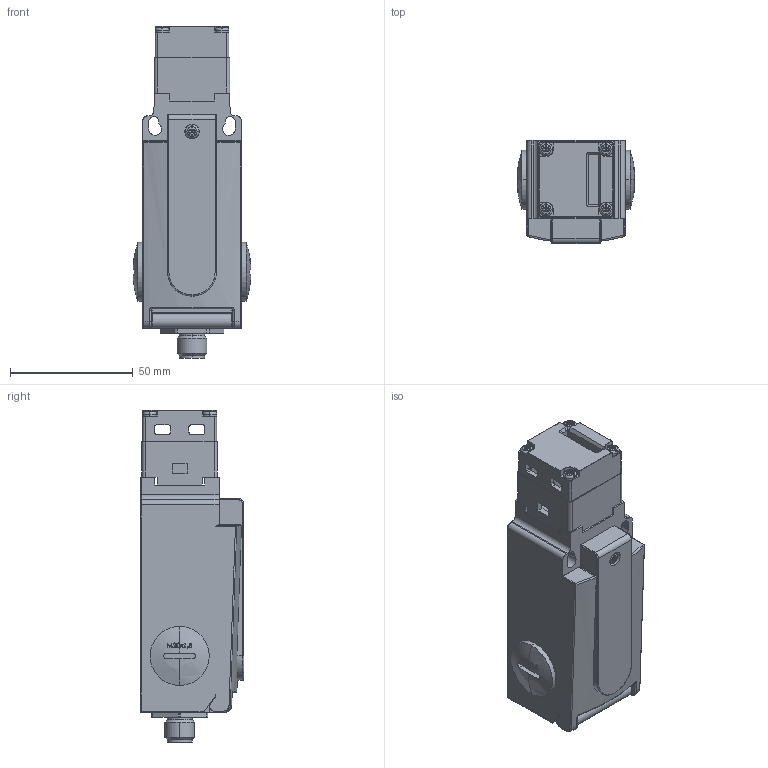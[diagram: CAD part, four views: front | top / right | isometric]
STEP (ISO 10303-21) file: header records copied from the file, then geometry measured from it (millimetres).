
FILE_DESCRIPTION((''),'2;1');
FILE_NAME('EUCHNER_099_126_39TLWXJ7ECQ30UT','2011-11-04T',('dhelisch'),(''),'PRO/ENGINEER BY PARAMETRIC TECHNOLOGY CORPORATION, 2007250','PRO/ENGINEER BY PARAMETRIC TECHNOLOGY CORPORATION, 2007250','');
FILE_SCHEMA(('CONFIG_CONTROL_DESIGN'));
Length unit declared in the file: millimetre
Products named in the file (1): EUCHNER_099_126_39TLWXJ7ECQ30UT
Bounding box: 47.97 x 42 x 135 mm (x, y, z)
Volume: 2177.8 mm3; surface area: 31987.9 mm2
Topology: 3 solids, 8 shells, 923 faces, 2420 edges, 1509 vertices
Faces by surface type: plane 513, cylinder 262, extrusion 46, torus 33, cone 30, sphere 28, bspline 11
Entity records: 38614 total; most frequent: CARTESIAN_POINT 8670, ORIENTED_EDGE 4778, DIRECTION 4617, EDGE_CURVE 2404, PRESENTATION_STYLE_ASSIGNMENT 2369, STYLED_ITEM 2369, CURVE_STYLE 2330, AXIS2_PLACEMENT_3D 1579
